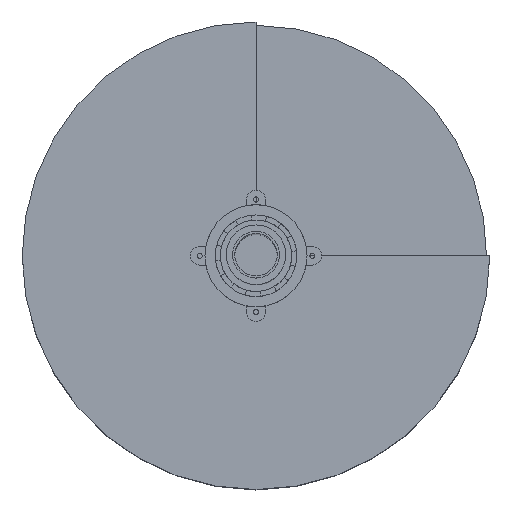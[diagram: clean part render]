
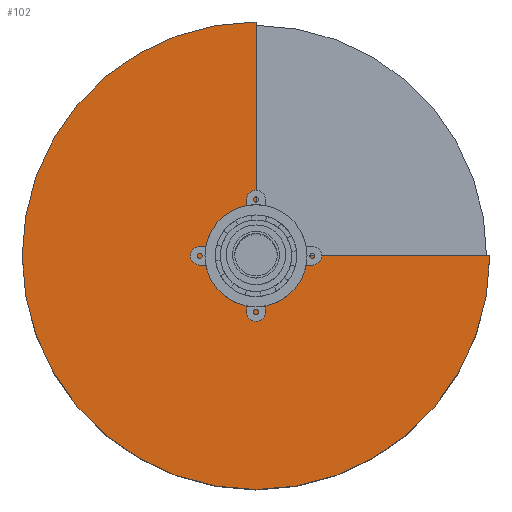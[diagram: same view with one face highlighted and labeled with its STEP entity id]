
A CAD part, top view. The second image highlights one B-rep face of the part: STEP entity #102.
In plain terms, the highlighted planar face has unit normal (0, 0, 1).
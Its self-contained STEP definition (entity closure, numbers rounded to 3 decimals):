
#63=CARTESIAN_POINT('Axis2P3D Location',(0.,5.,0.)) ;
#68=CARTESIAN_POINT('Line Origine',(30.,0.,0.)) ;
#72=CARTESIAN_POINT('Vertex',(55.,0.,0.)) ;
#74=CARTESIAN_POINT('Vertex',(5.,0.,0.)) ;
#77=CARTESIAN_POINT('Axis2P3D Location',(0.,0.,0.)) ;
#81=CARTESIAN_POINT('Vertex',(0.,5.,0.)) ;
#84=CARTESIAN_POINT('Line Origine',(0.,30.,0.)) ;
#88=CARTESIAN_POINT('Vertex',(0.,55.,0.)) ;
#91=CARTESIAN_POINT('Axis2P3D Location',(0.,0.,0.)) ;
#64=DIRECTION('Axis2P3D Direction',(0.,0.,1.)) ;
#65=DIRECTION('Axis2P3D XDirection',(1.,0.,0.)) ;
#69=DIRECTION('Vector Direction',(1.,0.,0.)) ;
#78=DIRECTION('Axis2P3D Direction',(0.,0.,1.)) ;
#85=DIRECTION('Vector Direction',(0.,1.,0.)) ;
#92=DIRECTION('Axis2P3D Direction',(0.,0.,1.)) ;
#66=AXIS2_PLACEMENT_3D('Plane Axis2P3D',#63,#64,#65) ;
#79=AXIS2_PLACEMENT_3D('Circle Axis2P3D',#77,#78,$) ;
#93=AXIS2_PLACEMENT_3D('Circle Axis2P3D',#91,#92,$) ;
#97=ORIENTED_EDGE('',*,*,#76,.T.) ;
#98=ORIENTED_EDGE('',*,*,#83,.F.) ;
#99=ORIENTED_EDGE('',*,*,#90,.F.) ;
#100=ORIENTED_EDGE('',*,*,#95,.T.) ;
#70=VECTOR('Line Direction',#69,1.) ;
#86=VECTOR('Line Direction',#85,1.) ;
#102=ADVANCED_FACE('PartBody',(#101),#67,.T.) ;
#80=CIRCLE('generated circle',#79,5.) ;
#94=CIRCLE('generated circle',#93,55.) ;
#76=EDGE_CURVE('',#73,#75,#71,.F.) ;
#83=EDGE_CURVE('',#82,#75,#80,.T.) ;
#90=EDGE_CURVE('',#89,#82,#87,.F.) ;
#95=EDGE_CURVE('',#89,#73,#94,.T.) ;
#96=EDGE_LOOP('',(#97,#98,#99,#100)) ;
#101=FACE_OUTER_BOUND('',#96,.T.) ;
#71=LINE('Line',#68,#70) ;
#87=LINE('Line',#84,#86) ;
#67=PLANE('',#66) ;
#73=VERTEX_POINT('',#72) ;
#75=VERTEX_POINT('',#74) ;
#82=VERTEX_POINT('',#81) ;
#89=VERTEX_POINT('',#88) ;
